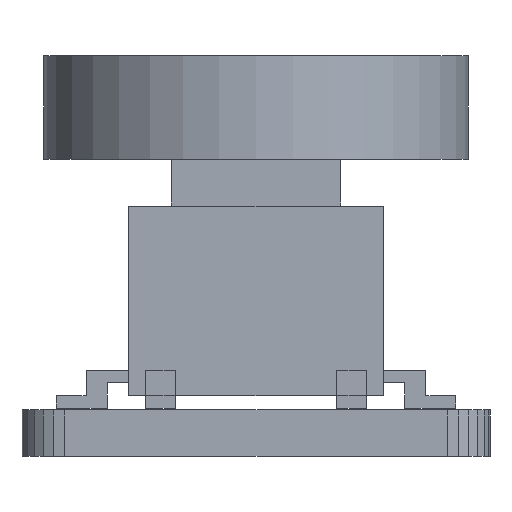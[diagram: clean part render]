
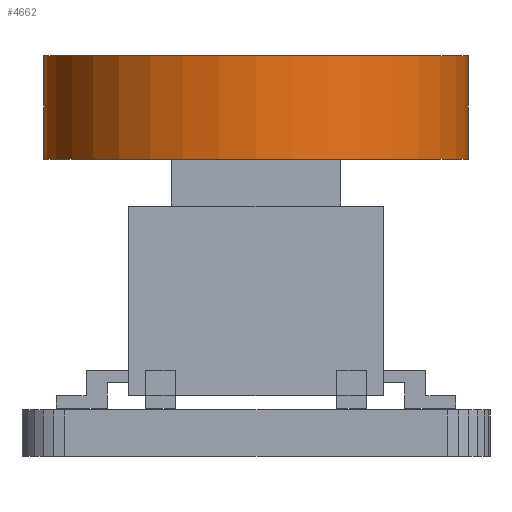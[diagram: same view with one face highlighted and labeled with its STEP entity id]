
A CAD part, left-side view. The second image highlights one B-rep face of the part: STEP entity #4662.
In plain terms, the highlighted cylindrical face has radius 5 mm (diameter 10 mm), a partial arc.
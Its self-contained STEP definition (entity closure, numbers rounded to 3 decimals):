
#3004 = PLANE('',#3005);
#3005 = AXIS2_PLACEMENT_3D('',#3006,#3007,#3008);
#3006 = CARTESIAN_POINT('',(0.,2.44,0.));
#3007 = DIRECTION('',(0.,1.,0.));
#3008 = DIRECTION('',(0.,0.,1.));
#3151 = VERTEX_POINT('',#3152);
#3152 = CARTESIAN_POINT('',(0.,2.44,5.));
#3153 = VERTEX_POINT('',#3154);
#3154 = CARTESIAN_POINT('',(0.,2.44,-5.));
#3162 = CYLINDRICAL_SURFACE('',#3163,5.);
#3163 = AXIS2_PLACEMENT_3D('',#3164,#3165,#3166);
#3164 = CARTESIAN_POINT('',(0.,2.44,0.));
#3165 = DIRECTION('',(0.,-1.,0.));
#3166 = DIRECTION('',(0.,0.,-1.));
#3180 = EDGE_CURVE('',#3151,#3181,#3183,.T.);
#3181 = VERTEX_POINT('',#3182);
#3182 = CARTESIAN_POINT('',(0.,0.,5.));
#3183 = SURFACE_CURVE('',#3184,(#3188,#3194),.PCURVE_S1.);
#3184 = LINE('',#3185,#3186);
#3185 = CARTESIAN_POINT('',(0.,2.44,5.));
#3186 = VECTOR('',#3187,1.);
#3187 = DIRECTION('',(0.,-1.,0.));
#3188 = PCURVE('',#3162,#3189);
#3189 = DEFINITIONAL_REPRESENTATION('',(#3190),#3193);
#3190 = B_SPLINE_CURVE_WITH_KNOTS('',1,(#3191,#3192),.UNSPECIFIED.,.F.,
  .F.,(2,2),(0.,2.44),.PIECEWISE_BEZIER_KNOTS.);
#3191 = CARTESIAN_POINT('',(3.142,0.));
#3192 = CARTESIAN_POINT('',(3.142,2.44));
#3193 = ( GEOMETRIC_REPRESENTATION_CONTEXT(2) 
PARAMETRIC_REPRESENTATION_CONTEXT() REPRESENTATION_CONTEXT('2D SPACE',''
  ) );
#3194 = PCURVE('',#3195,#3200);
#3195 = CYLINDRICAL_SURFACE('',#3196,5.);
#3196 = AXIS2_PLACEMENT_3D('',#3197,#3198,#3199);
#3197 = CARTESIAN_POINT('',(0.,2.44,0.));
#3198 = DIRECTION('',(0.,-1.,0.));
#3199 = DIRECTION('',(0.,0.,-1.));
#3200 = DEFINITIONAL_REPRESENTATION('',(#3201),#3204);
#3201 = B_SPLINE_CURVE_WITH_KNOTS('',1,(#3202,#3203),.UNSPECIFIED.,.F.,
  .F.,(2,2),(0.,2.44),.PIECEWISE_BEZIER_KNOTS.);
#3202 = CARTESIAN_POINT('',(3.142,0.));
#3203 = CARTESIAN_POINT('',(3.142,2.44));
#3204 = ( GEOMETRIC_REPRESENTATION_CONTEXT(2) 
PARAMETRIC_REPRESENTATION_CONTEXT() REPRESENTATION_CONTEXT('2D SPACE',''
  ) );
#3207 = VERTEX_POINT('',#3208);
#3208 = CARTESIAN_POINT('',(0.,0.,-5.));
#3222 = PLANE('',#3223);
#3223 = AXIS2_PLACEMENT_3D('',#3224,#3225,#3226);
#3224 = CARTESIAN_POINT('',(0.,0.,0.));
#3225 = DIRECTION('',(0.,1.,0.));
#3226 = DIRECTION('',(0.,0.,1.));
#3234 = EDGE_CURVE('',#3153,#3207,#3235,.T.);
#3235 = SURFACE_CURVE('',#3236,(#3240,#3246),.PCURVE_S1.);
#3236 = LINE('',#3237,#3238);
#3237 = CARTESIAN_POINT('',(0.,2.44,-5.));
#3238 = VECTOR('',#3239,1.);
#3239 = DIRECTION('',(0.,-1.,0.));
#3240 = PCURVE('',#3162,#3241);
#3241 = DEFINITIONAL_REPRESENTATION('',(#3242),#3245);
#3242 = B_SPLINE_CURVE_WITH_KNOTS('',1,(#3243,#3244),.UNSPECIFIED.,.F.,
  .F.,(2,2),(0.,2.44),.PIECEWISE_BEZIER_KNOTS.);
#3243 = CARTESIAN_POINT('',(0.,0.));
#3244 = CARTESIAN_POINT('',(0.,2.44));
#3245 = ( GEOMETRIC_REPRESENTATION_CONTEXT(2) 
PARAMETRIC_REPRESENTATION_CONTEXT() REPRESENTATION_CONTEXT('2D SPACE',''
  ) );
#3246 = PCURVE('',#3195,#3247);
#3247 = DEFINITIONAL_REPRESENTATION('',(#3248),#3251);
#3248 = B_SPLINE_CURVE_WITH_KNOTS('',1,(#3249,#3250),.UNSPECIFIED.,.F.,
  .F.,(2,2),(0.,2.44),.PIECEWISE_BEZIER_KNOTS.);
#3249 = CARTESIAN_POINT('',(6.283,0.));
#3250 = CARTESIAN_POINT('',(6.283,2.44));
#3251 = ( GEOMETRIC_REPRESENTATION_CONTEXT(2) 
PARAMETRIC_REPRESENTATION_CONTEXT() REPRESENTATION_CONTEXT('2D SPACE',''
  ) );
#3348 = EDGE_CURVE('',#3153,#3151,#3349,.T.);
#3349 = SURFACE_CURVE('',#3350,(#3355,#3362),.PCURVE_S1.);
#3350 = CIRCLE('',#3351,5.);
#3351 = AXIS2_PLACEMENT_3D('',#3352,#3353,#3354);
#3352 = CARTESIAN_POINT('',(0.,2.44,0.));
#3353 = DIRECTION('',(0.,1.,0.));
#3354 = DIRECTION('',(0.,0.,1.));
#3355 = PCURVE('',#3004,#3356);
#3356 = DEFINITIONAL_REPRESENTATION('',(#3357),#3361);
#3357 = CIRCLE('',#3358,5.);
#3358 = AXIS2_PLACEMENT_2D('',#3359,#3360);
#3359 = CARTESIAN_POINT('',(0.,0.));
#3360 = DIRECTION('',(1.,0.));
#3361 = ( GEOMETRIC_REPRESENTATION_CONTEXT(2) 
PARAMETRIC_REPRESENTATION_CONTEXT() REPRESENTATION_CONTEXT('2D SPACE',''
  ) );
#3362 = PCURVE('',#3195,#3363);
#3363 = DEFINITIONAL_REPRESENTATION('',(#3364),#3367);
#3364 = B_SPLINE_CURVE_WITH_KNOTS('',1,(#3365,#3366),.UNSPECIFIED.,.F.,
  .F.,(2,2),(3.142,6.283),.PIECEWISE_BEZIER_KNOTS.);
#3365 = CARTESIAN_POINT('',(6.283,0.));
#3366 = CARTESIAN_POINT('',(3.142,0.));
#3367 = ( GEOMETRIC_REPRESENTATION_CONTEXT(2) 
PARAMETRIC_REPRESENTATION_CONTEXT() REPRESENTATION_CONTEXT('2D SPACE',''
  ) );
#4527 = EDGE_CURVE('',#3207,#3181,#4528,.T.);
#4528 = SURFACE_CURVE('',#4529,(#4534,#4541),.PCURVE_S1.);
#4529 = CIRCLE('',#4530,5.);
#4530 = AXIS2_PLACEMENT_3D('',#4531,#4532,#4533);
#4531 = CARTESIAN_POINT('',(0.,0.,0.));
#4532 = DIRECTION('',(0.,1.,0.));
#4533 = DIRECTION('',(0.,0.,1.));
#4534 = PCURVE('',#3222,#4535);
#4535 = DEFINITIONAL_REPRESENTATION('',(#4536),#4540);
#4536 = CIRCLE('',#4537,5.);
#4537 = AXIS2_PLACEMENT_2D('',#4538,#4539);
#4538 = CARTESIAN_POINT('',(0.,0.));
#4539 = DIRECTION('',(1.,0.));
#4540 = ( GEOMETRIC_REPRESENTATION_CONTEXT(2) 
PARAMETRIC_REPRESENTATION_CONTEXT() REPRESENTATION_CONTEXT('2D SPACE',''
  ) );
#4541 = PCURVE('',#3195,#4542);
#4542 = DEFINITIONAL_REPRESENTATION('',(#4543),#4546);
#4543 = B_SPLINE_CURVE_WITH_KNOTS('',1,(#4544,#4545),.UNSPECIFIED.,.F.,
  .F.,(2,2),(3.142,6.283),.PIECEWISE_BEZIER_KNOTS.);
#4544 = CARTESIAN_POINT('',(6.283,2.44));
#4545 = CARTESIAN_POINT('',(3.142,2.44));
#4546 = ( GEOMETRIC_REPRESENTATION_CONTEXT(2) 
PARAMETRIC_REPRESENTATION_CONTEXT() REPRESENTATION_CONTEXT('2D SPACE',''
  ) );
#4662 = ADVANCED_FACE('',(#4663),#3195,.T.);
#4663 = FACE_BOUND('',#4664,.T.);
#4664 = EDGE_LOOP('',(#4665,#4666,#4667,#4668));
#4665 = ORIENTED_EDGE('',*,*,#3180,.F.);
#4666 = ORIENTED_EDGE('',*,*,#3348,.F.);
#4667 = ORIENTED_EDGE('',*,*,#3234,.T.);
#4668 = ORIENTED_EDGE('',*,*,#4527,.T.);
